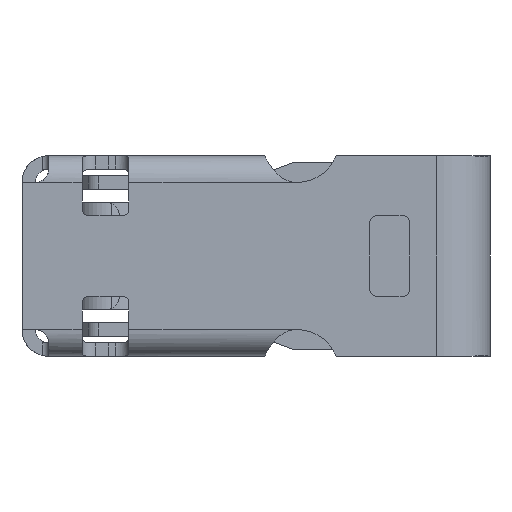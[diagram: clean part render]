
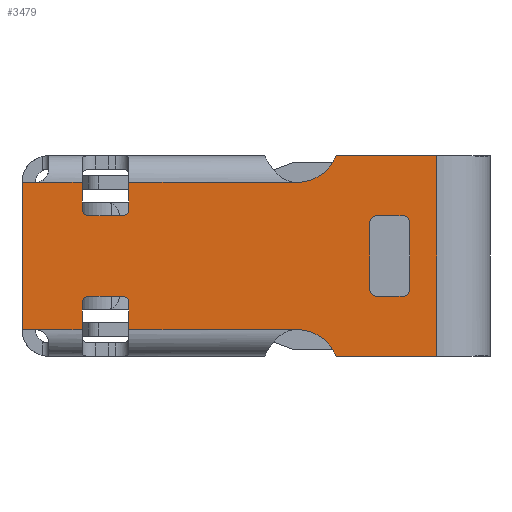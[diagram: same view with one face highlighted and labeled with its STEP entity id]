
A CAD part, front view. The second image highlights one B-rep face of the part: STEP entity #3479.
In plain terms, the highlighted planar face has unit normal (0, -1, 0).
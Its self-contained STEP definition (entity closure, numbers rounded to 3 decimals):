
#24=FACE_BOUND('',#627,.T.);
#210=CIRCLE('',#3706,0.325);
#220=CIRCLE('',#3719,0.05);
#221=CIRCLE('',#3722,0.05);
#222=CIRCLE('',#3725,0.05);
#223=CIRCLE('',#3728,0.05);
#224=CIRCLE('',#3730,0.05);
#225=CIRCLE('',#3731,0.05);
#226=CIRCLE('',#3732,0.325);
#227=CIRCLE('',#3733,0.05);
#228=CIRCLE('',#3734,0.05);
#419=FACE_OUTER_BOUND('',#626,.T.);
#626=EDGE_LOOP('',(#2400,#2401,#2402,#2403,#2404,#2405,#2406,#2407,#2408,
#2409,#2410,#2411,#2412,#2413,#2414,#2415,#2416,#2417,#2418,#2419,#2420,
#2421));
#627=EDGE_LOOP('',(#2422,#2423,#2424,#2425,#2426,#2427,#2428,#2429));
#827=LINE('',#5026,#1157);
#831=LINE('',#5083,#1161);
#854=LINE('',#5151,#1184);
#857=LINE('',#5159,#1187);
#860=LINE('',#5167,#1190);
#863=LINE('',#5175,#1193);
#865=LINE('',#5182,#1195);
#866=LINE('',#5184,#1196);
#867=LINE('',#5186,#1197);
#868=LINE('',#5188,#1198);
#869=LINE('',#5190,#1199);
#870=LINE('',#5192,#1200);
#871=LINE('',#5196,#1201);
#872=LINE('',#5200,#1202);
#873=LINE('',#5202,#1203);
#874=LINE('',#5205,#1204);
#875=LINE('',#5207,#1205);
#876=LINE('',#5209,#1206);
#877=LINE('',#5213,#1207);
#878=LINE('',#5216,#1208);
#1157=VECTOR('',#4038,1.5);
#1161=VECTOR('',#4054,0.75);
#1184=VECTOR('',#4105,0.2);
#1187=VECTOR('',#4114,0.5);
#1190=VECTOR('',#4123,0.2);
#1193=VECTOR('',#4132,0.5);
#1195=VECTOR('',#4140,0.35);
#1196=VECTOR('',#4141,0.1);
#1197=VECTOR('',#4142,1.1);
#1198=VECTOR('',#4143,0.1);
#1199=VECTOR('',#4144,0.35);
#1200=VECTOR('',#4145,0.2);
#1201=VECTOR('',#4148,0.25);
#1202=VECTOR('',#4151,0.2);
#1203=VECTOR('',#4152,1.25);
#1204=VECTOR('',#4155,0.75);
#1205=VECTOR('',#4156,1.25);
#1206=VECTOR('',#4157,0.2);
#1207=VECTOR('',#4160,0.25);
#1208=VECTOR('',#4163,0.2);
#1486=VERTEX_POINT('',#5022);
#1488=VERTEX_POINT('',#5025);
#1497=VERTEX_POINT('',#5081);
#1499=VERTEX_POINT('',#5088);
#1527=VERTEX_POINT('',#5148);
#1528=VERTEX_POINT('',#5150);
#1529=VERTEX_POINT('',#5154);
#1530=VERTEX_POINT('',#5158);
#1531=VERTEX_POINT('',#5162);
#1532=VERTEX_POINT('',#5166);
#1533=VERTEX_POINT('',#5170);
#1534=VERTEX_POINT('',#5174);
#1535=VERTEX_POINT('',#5180);
#1536=VERTEX_POINT('',#5181);
#1537=VERTEX_POINT('',#5183);
#1538=VERTEX_POINT('',#5185);
#1539=VERTEX_POINT('',#5187);
#1540=VERTEX_POINT('',#5189);
#1541=VERTEX_POINT('',#5191);
#1542=VERTEX_POINT('',#5193);
#1543=VERTEX_POINT('',#5195);
#1544=VERTEX_POINT('',#5197);
#1545=VERTEX_POINT('',#5199);
#1546=VERTEX_POINT('',#5201);
#1547=VERTEX_POINT('',#5203);
#1548=VERTEX_POINT('',#5206);
#1549=VERTEX_POINT('',#5208);
#1550=VERTEX_POINT('',#5210);
#1551=VERTEX_POINT('',#5212);
#1552=VERTEX_POINT('',#5214);
#1797=EDGE_CURVE('',#1486,#1488,#827,.T.);
#1809=EDGE_CURVE('',#1497,#1486,#831,.T.);
#1813=EDGE_CURVE('',#1499,#1497,#210,.T.);
#1843=EDGE_CURVE('',#1527,#1528,#854,.T.);
#1845=EDGE_CURVE('',#1528,#1529,#220,.T.);
#1847=EDGE_CURVE('',#1529,#1530,#857,.T.);
#1849=EDGE_CURVE('',#1530,#1531,#221,.T.);
#1851=EDGE_CURVE('',#1531,#1532,#860,.T.);
#1853=EDGE_CURVE('',#1532,#1533,#222,.T.);
#1855=EDGE_CURVE('',#1533,#1534,#863,.T.);
#1857=EDGE_CURVE('',#1534,#1527,#223,.T.);
#1858=EDGE_CURVE('',#1535,#1536,#865,.T.);
#1859=EDGE_CURVE('',#1537,#1536,#866,.T.);
#1860=EDGE_CURVE('',#1538,#1537,#867,.T.);
#1861=EDGE_CURVE('',#1539,#1538,#868,.T.);
#1862=EDGE_CURVE('',#1539,#1540,#869,.T.);
#1863=EDGE_CURVE('',#1541,#1540,#870,.T.);
#1864=EDGE_CURVE('',#1542,#1541,#224,.T.);
#1865=EDGE_CURVE('',#1543,#1542,#871,.T.);
#1866=EDGE_CURVE('',#1544,#1543,#225,.T.);
#1867=EDGE_CURVE('',#1545,#1544,#872,.T.);
#1868=EDGE_CURVE('',#1545,#1546,#873,.T.);
#1869=EDGE_CURVE('',#1547,#1546,#226,.T.);
#1870=EDGE_CURVE('',#1488,#1547,#874,.T.);
#1871=EDGE_CURVE('',#1548,#1499,#875,.T.);
#1872=EDGE_CURVE('',#1549,#1548,#876,.T.);
#1873=EDGE_CURVE('',#1550,#1549,#227,.T.);
#1874=EDGE_CURVE('',#1551,#1550,#877,.T.);
#1875=EDGE_CURVE('',#1552,#1551,#228,.T.);
#1876=EDGE_CURVE('',#1535,#1552,#878,.T.);
#2400=ORIENTED_EDGE('',*,*,#1858,.T.);
#2401=ORIENTED_EDGE('',*,*,#1859,.F.);
#2402=ORIENTED_EDGE('',*,*,#1860,.F.);
#2403=ORIENTED_EDGE('',*,*,#1861,.F.);
#2404=ORIENTED_EDGE('',*,*,#1862,.T.);
#2405=ORIENTED_EDGE('',*,*,#1863,.F.);
#2406=ORIENTED_EDGE('',*,*,#1864,.F.);
#2407=ORIENTED_EDGE('',*,*,#1865,.F.);
#2408=ORIENTED_EDGE('',*,*,#1866,.F.);
#2409=ORIENTED_EDGE('',*,*,#1867,.F.);
#2410=ORIENTED_EDGE('',*,*,#1868,.T.);
#2411=ORIENTED_EDGE('',*,*,#1869,.F.);
#2412=ORIENTED_EDGE('',*,*,#1870,.F.);
#2413=ORIENTED_EDGE('',*,*,#1797,.F.);
#2414=ORIENTED_EDGE('',*,*,#1809,.F.);
#2415=ORIENTED_EDGE('',*,*,#1813,.F.);
#2416=ORIENTED_EDGE('',*,*,#1871,.F.);
#2417=ORIENTED_EDGE('',*,*,#1872,.F.);
#2418=ORIENTED_EDGE('',*,*,#1873,.F.);
#2419=ORIENTED_EDGE('',*,*,#1874,.F.);
#2420=ORIENTED_EDGE('',*,*,#1875,.F.);
#2421=ORIENTED_EDGE('',*,*,#1876,.F.);
#2422=ORIENTED_EDGE('',*,*,#1843,.F.);
#2423=ORIENTED_EDGE('',*,*,#1857,.F.);
#2424=ORIENTED_EDGE('',*,*,#1855,.F.);
#2425=ORIENTED_EDGE('',*,*,#1853,.F.);
#2426=ORIENTED_EDGE('',*,*,#1851,.F.);
#2427=ORIENTED_EDGE('',*,*,#1849,.F.);
#2428=ORIENTED_EDGE('',*,*,#1847,.F.);
#2429=ORIENTED_EDGE('',*,*,#1845,.F.);
#3353=PLANE('',#3729);
#3479=ADVANCED_FACE('',(#419,#24),#3353,.F.);
#3706=AXIS2_PLACEMENT_3D('',#5090,#4061,#4062);
#3719=AXIS2_PLACEMENT_3D('',#5155,#4109,#4110);
#3722=AXIS2_PLACEMENT_3D('',#5163,#4118,#4119);
#3725=AXIS2_PLACEMENT_3D('',#5171,#4127,#4128);
#3728=AXIS2_PLACEMENT_3D('',#5178,#4136,#4137);
#3729=AXIS2_PLACEMENT_3D('',#5179,#4138,#4139);
#3730=AXIS2_PLACEMENT_3D('',#5194,#4146,#4147);
#3731=AXIS2_PLACEMENT_3D('',#5198,#4149,#4150);
#3732=AXIS2_PLACEMENT_3D('',#5204,#4153,#4154);
#3733=AXIS2_PLACEMENT_3D('',#5211,#4158,#4159);
#3734=AXIS2_PLACEMENT_3D('',#5215,#4161,#4162);
#4038=DIRECTION('',(0.,0.,-1.));
#4054=DIRECTION('',(1.,0.,0.));
#4061=DIRECTION('center_axis',(0.,-1.,0.));
#4062=DIRECTION('ref_axis',(0.,0.,-1.));
#4105=DIRECTION('',(1.,0.,0.));
#4109=DIRECTION('center_axis',(0.,-1.,0.));
#4110=DIRECTION('ref_axis',(0.,0.,-1.));
#4114=DIRECTION('',(0.,0.,1.));
#4118=DIRECTION('center_axis',(0.,-1.,0.));
#4119=DIRECTION('ref_axis',(1.,0.,0.));
#4123=DIRECTION('',(-1.,0.,0.));
#4127=DIRECTION('center_axis',(0.,-1.,0.));
#4128=DIRECTION('ref_axis',(0.,0.,1.));
#4132=DIRECTION('',(0.,0.,-1.));
#4136=DIRECTION('center_axis',(0.,-1.,0.));
#4137=DIRECTION('ref_axis',(-1.,0.,0.));
#4138=DIRECTION('center_axis',(0.,1.,0.));
#4139=DIRECTION('ref_axis',(1.,0.,0.));
#4140=DIRECTION('',(-1.,0.,0.));
#4141=DIRECTION('',(1.,0.,0.));
#4142=DIRECTION('',(0.,0.,1.));
#4143=DIRECTION('',(-1.,0.,0.));
#4144=DIRECTION('',(1.,0.,0.));
#4145=DIRECTION('',(0.,0.,-1.));
#4146=DIRECTION('center_axis',(0.,-1.,0.));
#4147=DIRECTION('ref_axis',(0.,0.,1.));
#4148=DIRECTION('',(-1.,0.,0.));
#4149=DIRECTION('center_axis',(0.,-1.,0.));
#4150=DIRECTION('ref_axis',(1.,0.,0.));
#4151=DIRECTION('',(0.,0.,1.));
#4152=DIRECTION('',(1.,0.,0.));
#4153=DIRECTION('center_axis',(0.,-1.,0.));
#4154=DIRECTION('ref_axis',(0.923,0.,0.385));
#4155=DIRECTION('',(-1.,0.,0.));
#4156=DIRECTION('',(1.,0.,0.));
#4157=DIRECTION('',(0.,0.,1.));
#4158=DIRECTION('center_axis',(0.,-1.,0.));
#4159=DIRECTION('ref_axis',(0.,0.,-1.));
#4160=DIRECTION('',(1.,0.,0.));
#4161=DIRECTION('center_axis',(0.,-1.,0.));
#4162=DIRECTION('ref_axis',(-1.,0.,0.));
#4163=DIRECTION('',(0.,0.,-1.));
#5022=CARTESIAN_POINT('',(3.1,0.,0.75));
#5025=CARTESIAN_POINT('',(3.1,0.,-0.75));
#5026=CARTESIAN_POINT('',(3.1,0.,0.75));
#5081=CARTESIAN_POINT('',(2.35,0.,0.75));
#5083=CARTESIAN_POINT('',(2.35,0.,0.75));
#5088=CARTESIAN_POINT('',(2.05,0.,0.55));
#5090=CARTESIAN_POINT('Origin',(2.05,0.,0.875));
#5148=CARTESIAN_POINT('',(2.65,0.,-0.3));
#5150=CARTESIAN_POINT('',(2.85,0.,-0.3));
#5151=CARTESIAN_POINT('',(2.65,0.,-0.3));
#5154=CARTESIAN_POINT('',(2.9,0.,-0.25));
#5155=CARTESIAN_POINT('Origin',(2.85,0.,-0.25));
#5158=CARTESIAN_POINT('',(2.9,0.,0.25));
#5159=CARTESIAN_POINT('',(2.9,0.,-0.25));
#5162=CARTESIAN_POINT('',(2.85,0.,0.3));
#5163=CARTESIAN_POINT('Origin',(2.85,0.,0.25));
#5166=CARTESIAN_POINT('',(2.65,0.,0.3));
#5167=CARTESIAN_POINT('',(2.85,0.,0.3));
#5170=CARTESIAN_POINT('',(2.6,0.,0.25));
#5171=CARTESIAN_POINT('Origin',(2.65,0.,0.25));
#5174=CARTESIAN_POINT('',(2.6,0.,-0.25));
#5175=CARTESIAN_POINT('',(2.6,0.,0.25));
#5178=CARTESIAN_POINT('Origin',(2.65,0.,-0.25));
#5179=CARTESIAN_POINT('Origin',(0.,0.,0.));
#5180=CARTESIAN_POINT('',(0.45,0.,0.55));
#5181=CARTESIAN_POINT('',(0.1,0.,0.55));
#5182=CARTESIAN_POINT('',(0.45,0.,0.55));
#5183=CARTESIAN_POINT('',(0.,0.,0.55));
#5184=CARTESIAN_POINT('',(0.,0.,0.55));
#5185=CARTESIAN_POINT('',(0.,0.,-0.55));
#5186=CARTESIAN_POINT('',(0.,0.,-0.55));
#5187=CARTESIAN_POINT('',(0.1,0.,-0.55));
#5188=CARTESIAN_POINT('',(0.1,0.,-0.55));
#5189=CARTESIAN_POINT('',(0.45,0.,-0.55));
#5190=CARTESIAN_POINT('',(0.1,0.,-0.55));
#5191=CARTESIAN_POINT('',(0.45,0.,-0.35));
#5192=CARTESIAN_POINT('',(0.45,0.,-0.35));
#5193=CARTESIAN_POINT('',(0.5,0.,-0.3));
#5194=CARTESIAN_POINT('Origin',(0.5,0.,-0.35));
#5195=CARTESIAN_POINT('',(0.75,0.,-0.3));
#5196=CARTESIAN_POINT('',(0.75,0.,-0.3));
#5197=CARTESIAN_POINT('',(0.8,0.,-0.35));
#5198=CARTESIAN_POINT('Origin',(0.75,0.,-0.35));
#5199=CARTESIAN_POINT('',(0.8,0.,-0.55));
#5200=CARTESIAN_POINT('',(0.8,0.,-0.55));
#5201=CARTESIAN_POINT('',(2.05,0.,-0.55));
#5202=CARTESIAN_POINT('',(0.8,0.,-0.55));
#5203=CARTESIAN_POINT('',(2.35,0.,-0.75));
#5204=CARTESIAN_POINT('Origin',(2.05,0.,-0.875));
#5205=CARTESIAN_POINT('',(3.1,0.,-0.75));
#5206=CARTESIAN_POINT('',(0.8,0.,0.55));
#5207=CARTESIAN_POINT('',(0.8,0.,0.55));
#5208=CARTESIAN_POINT('',(0.8,0.,0.35));
#5209=CARTESIAN_POINT('',(0.8,0.,0.35));
#5210=CARTESIAN_POINT('',(0.75,0.,0.3));
#5211=CARTESIAN_POINT('Origin',(0.75,0.,0.35));
#5212=CARTESIAN_POINT('',(0.5,0.,0.3));
#5213=CARTESIAN_POINT('',(0.5,0.,0.3));
#5214=CARTESIAN_POINT('',(0.45,0.,0.35));
#5215=CARTESIAN_POINT('Origin',(0.5,0.,0.35));
#5216=CARTESIAN_POINT('',(0.45,0.,0.55));
